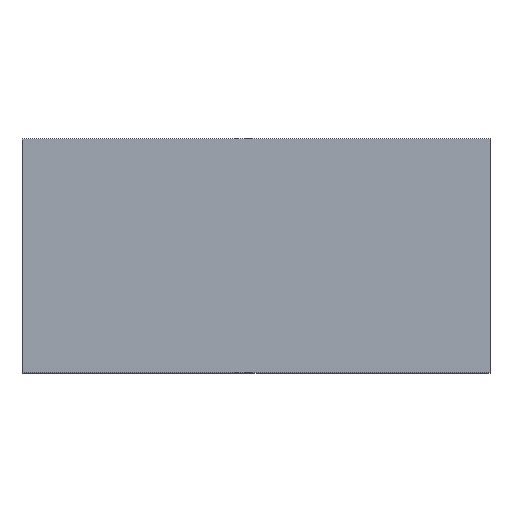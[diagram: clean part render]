
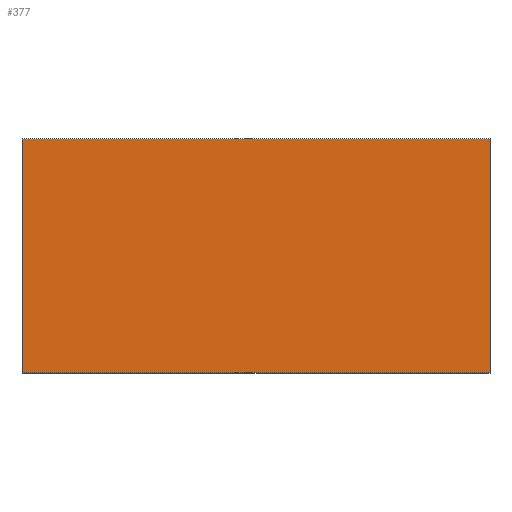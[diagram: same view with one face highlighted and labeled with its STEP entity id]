
A CAD part, top view. The second image highlights one B-rep face of the part: STEP entity #377.
In plain terms, the highlighted planar face has unit normal (0, 0, 1).
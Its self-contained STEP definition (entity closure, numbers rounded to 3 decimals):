
#377=ADVANCED_FACE($,(#701),#3831,.T.);
#701=FACE_OUTER_BOUND($,#1057,.T.);
#1057=EDGE_LOOP($,(#2140,#2141,#2142,#2143));
#2140=ORIENTED_EDGE($,*,*,#2971,.F.);
#2141=ORIENTED_EDGE($,*,*,#2970,.F.);
#2142=ORIENTED_EDGE($,*,*,#2969,.F.);
#2143=ORIENTED_EDGE($,*,*,#2968,.F.);
#2968=EDGE_CURVE($,#3434,#3435,#3968,.T.);
#2969=EDGE_CURVE($,#3435,#3436,#3969,.T.);
#2970=EDGE_CURVE($,#3436,#3437,#3970,.T.);
#2971=EDGE_CURVE($,#3437,#3434,#3971,.T.);
#3434=VERTEX_POINT($,#8838);
#3435=VERTEX_POINT($,#8839);
#3436=VERTEX_POINT($,#8840);
#3437=VERTEX_POINT($,#8841);
#3831=PLANE($,#4683);
#3968=B_SPLINE_CURVE_WITH_KNOTS($,1,(#8764,#8765),.UNSPECIFIED.,.F.,.F.,
(2,2),(0.,900.),.UNSPECIFIED.);
#3969=B_SPLINE_CURVE_WITH_KNOTS($,1,(#8766,#8767),.UNSPECIFIED.,.F.,.F.,
(2,2),(0.,1800.),.UNSPECIFIED.);
#3970=B_SPLINE_CURVE_WITH_KNOTS($,1,(#8768,#8769),.UNSPECIFIED.,.F.,.F.,
(2,2),(0.,900.),.UNSPECIFIED.);
#3971=B_SPLINE_CURVE_WITH_KNOTS($,1,(#8770,#8771),.UNSPECIFIED.,.F.,.F.,
(2,2),(0.,1800.),.UNSPECIFIED.);
#4683=AXIS2_PLACEMENT_3D($,#8817,#4788,$);
#4788=DIRECTION($,(0.,0.,1.));
#8764=CARTESIAN_POINT($,(0.,0.,714.));
#8765=CARTESIAN_POINT($,(0.,900.,714.));
#8766=CARTESIAN_POINT($,(0.,900.,714.));
#8767=CARTESIAN_POINT($,(1800.,900.,714.));
#8768=CARTESIAN_POINT($,(1800.,900.,714.));
#8769=CARTESIAN_POINT($,(1800.,0.,714.));
#8770=CARTESIAN_POINT($,(1800.,0.,714.));
#8771=CARTESIAN_POINT($,(0.,0.,714.));
#8817=CARTESIAN_POINT($,(0.,0.,714.));
#8838=CARTESIAN_POINT($,(0.,0.,714.));
#8839=CARTESIAN_POINT($,(0.,900.,714.));
#8840=CARTESIAN_POINT($,(1800.,900.,714.));
#8841=CARTESIAN_POINT($,(1800.,0.,714.));
